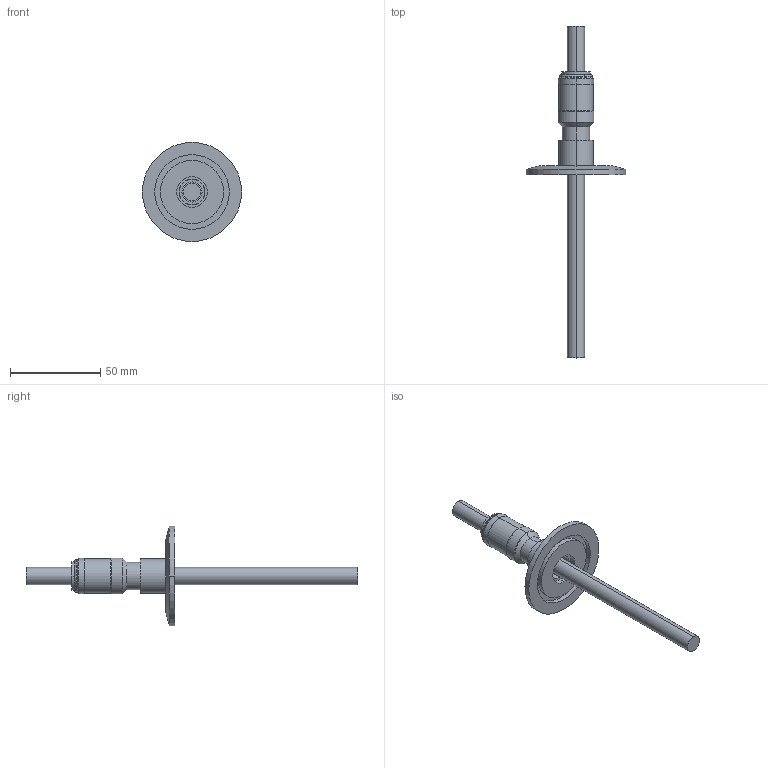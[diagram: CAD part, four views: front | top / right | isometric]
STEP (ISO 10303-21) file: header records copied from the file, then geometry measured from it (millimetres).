
FILE_DESCRIPTION (( 'STEP AP203' ), '1' );
FILE_NAME ('A0220-4-QF.STEP', '2013-06-03T12:53:25', ( '' ), ( '' ), 'SwSTEP 2.0', 'SolidWorks 2012', '' );
FILE_SCHEMA (( 'CONFIG_CONTROL_DESIGN' ));
Length unit declared in the file: inch
Products named in the file (1): A0220-4-QF
Bounding box: 54.99 x 184.15 x 54.99 mm (x, y, z)
Volume: 29053.7 mm3; surface area: 17481.1 mm2
Topology: 1 solids, 1 shells, 80 faces, 172 edges, 110 vertices
Faces by surface type: cylinder 42, plane 18, cone 16, bspline 4
Entity records: 2511 total; most frequent: CARTESIAN_POINT 607, DIRECTION 432, ORIENTED_EDGE 344, AXIS2_PLACEMENT_3D 187, EDGE_CURVE 172, CIRCLE 110, VERTEX_POINT 110, EDGE_LOOP 96
